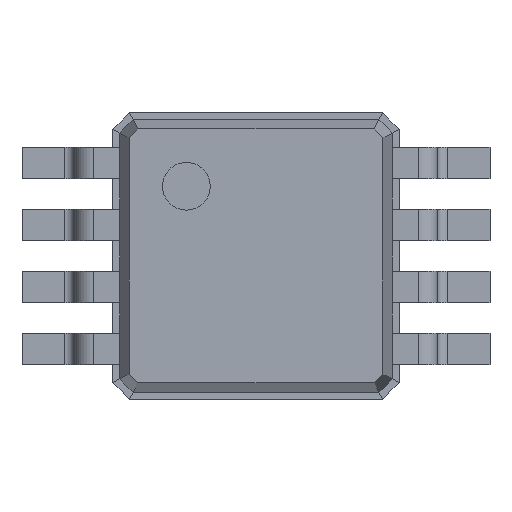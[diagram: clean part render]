
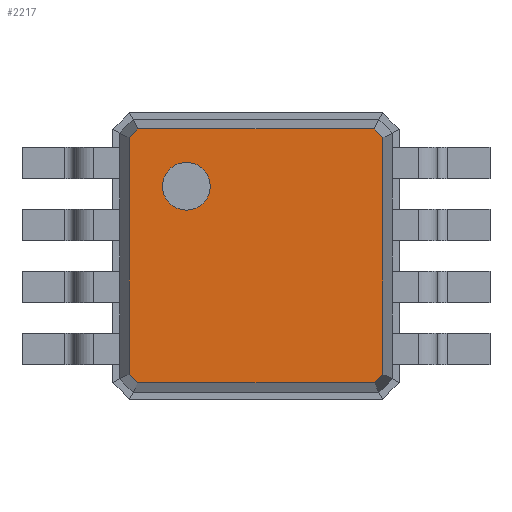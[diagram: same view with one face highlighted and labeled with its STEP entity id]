
A CAD part, top view. The second image highlights one B-rep face of the part: STEP entity #2217.
In plain terms, the highlighted planar face has unit normal (0, 0, 1).
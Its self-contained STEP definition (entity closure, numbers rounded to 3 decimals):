
#1088 = VERTEX_POINT('',#1089);
#1089 = CARTESIAN_POINT('',(1.329,-1.24,1.));
#1094 = EDGE_CURVE('',#1095,#1088,#1097,.T.);
#1095 = VERTEX_POINT('',#1096);
#1096 = CARTESIAN_POINT('',(1.329,1.24,1.));
#1097 = LINE('',#1098,#1099);
#1098 = CARTESIAN_POINT('',(1.329,1.24,1.));
#1099 = VECTOR('',#1100,1.);
#1100 = DIRECTION('',(0.,-1.,0.));
#2181 = EDGE_CURVE('',#2182,#1095,#2184,.T.);
#2182 = VERTEX_POINT('',#2183);
#2183 = CARTESIAN_POINT('',(1.24,1.329,1.));
#2184 = LINE('',#2185,#2186);
#2185 = CARTESIAN_POINT('',(1.24,1.329,1.));
#2186 = VECTOR('',#2187,1.);
#2187 = DIRECTION('',(0.707,-0.707,0.));
#2217 = ADVANCED_FACE('',(#2218,#2268),#2279,.F.);
#2218 = FACE_BOUND('',#2219,.F.);
#2219 = EDGE_LOOP('',(#2220,#2228,#2229,#2230,#2238,#2246,#2254,#2262));
#2220 = ORIENTED_EDGE('',*,*,#2221,.T.);
#2221 = EDGE_CURVE('',#2222,#2182,#2224,.T.);
#2222 = VERTEX_POINT('',#2223);
#2223 = CARTESIAN_POINT('',(-1.24,1.329,1.));
#2224 = LINE('',#2225,#2226);
#2225 = CARTESIAN_POINT('',(-1.24,1.329,1.));
#2226 = VECTOR('',#2227,1.);
#2227 = DIRECTION('',(1.,0.,0.));
#2228 = ORIENTED_EDGE('',*,*,#2181,.T.);
#2229 = ORIENTED_EDGE('',*,*,#1094,.T.);
#2230 = ORIENTED_EDGE('',*,*,#2231,.T.);
#2231 = EDGE_CURVE('',#1088,#2232,#2234,.T.);
#2232 = VERTEX_POINT('',#2233);
#2233 = CARTESIAN_POINT('',(1.24,-1.329,1.));
#2234 = LINE('',#2235,#2236);
#2235 = CARTESIAN_POINT('',(1.329,-1.24,1.));
#2236 = VECTOR('',#2237,1.);
#2237 = DIRECTION('',(-0.707,-0.707,0.));
#2238 = ORIENTED_EDGE('',*,*,#2239,.T.);
#2239 = EDGE_CURVE('',#2232,#2240,#2242,.T.);
#2240 = VERTEX_POINT('',#2241);
#2241 = CARTESIAN_POINT('',(-1.24,-1.329,1.));
#2242 = LINE('',#2243,#2244);
#2243 = CARTESIAN_POINT('',(1.24,-1.329,1.));
#2244 = VECTOR('',#2245,1.);
#2245 = DIRECTION('',(-1.,0.,0.));
#2246 = ORIENTED_EDGE('',*,*,#2247,.T.);
#2247 = EDGE_CURVE('',#2240,#2248,#2250,.T.);
#2248 = VERTEX_POINT('',#2249);
#2249 = CARTESIAN_POINT('',(-1.329,-1.24,1.));
#2250 = LINE('',#2251,#2252);
#2251 = CARTESIAN_POINT('',(-1.24,-1.329,1.));
#2252 = VECTOR('',#2253,1.);
#2253 = DIRECTION('',(-0.707,0.707,0.));
#2254 = ORIENTED_EDGE('',*,*,#2255,.T.);
#2255 = EDGE_CURVE('',#2248,#2256,#2258,.T.);
#2256 = VERTEX_POINT('',#2257);
#2257 = CARTESIAN_POINT('',(-1.329,1.24,1.));
#2258 = LINE('',#2259,#2260);
#2259 = CARTESIAN_POINT('',(-1.329,-1.24,1.));
#2260 = VECTOR('',#2261,1.);
#2261 = DIRECTION('',(0.,1.,0.));
#2262 = ORIENTED_EDGE('',*,*,#2263,.T.);
#2263 = EDGE_CURVE('',#2256,#2222,#2264,.T.);
#2264 = LINE('',#2265,#2266);
#2265 = CARTESIAN_POINT('',(-1.329,1.24,1.));
#2266 = VECTOR('',#2267,1.);
#2267 = DIRECTION('',(0.707,0.707,0.));
#2268 = FACE_BOUND('',#2269,.F.);
#2269 = EDGE_LOOP('',(#2270));
#2270 = ORIENTED_EDGE('',*,*,#2271,.T.);
#2271 = EDGE_CURVE('',#2272,#2272,#2274,.T.);
#2272 = VERTEX_POINT('',#2273);
#2273 = CARTESIAN_POINT('',(-0.729,0.479,1.));
#2274 = CIRCLE('',#2275,0.25);
#2275 = AXIS2_PLACEMENT_3D('',#2276,#2277,#2278);
#2276 = CARTESIAN_POINT('',(-0.729,0.729,1.));
#2277 = DIRECTION('',(0.,0.,1.));
#2278 = DIRECTION('',(0.,-1.,0.));
#2279 = PLANE('',#2280);
#2280 = AXIS2_PLACEMENT_3D('',#2281,#2282,#2283);
#2281 = CARTESIAN_POINT('',(-1.24,1.329,1.));
#2282 = DIRECTION('',(0.,0.,-1.));
#2283 = DIRECTION('',(0.682,-0.731,0.));
